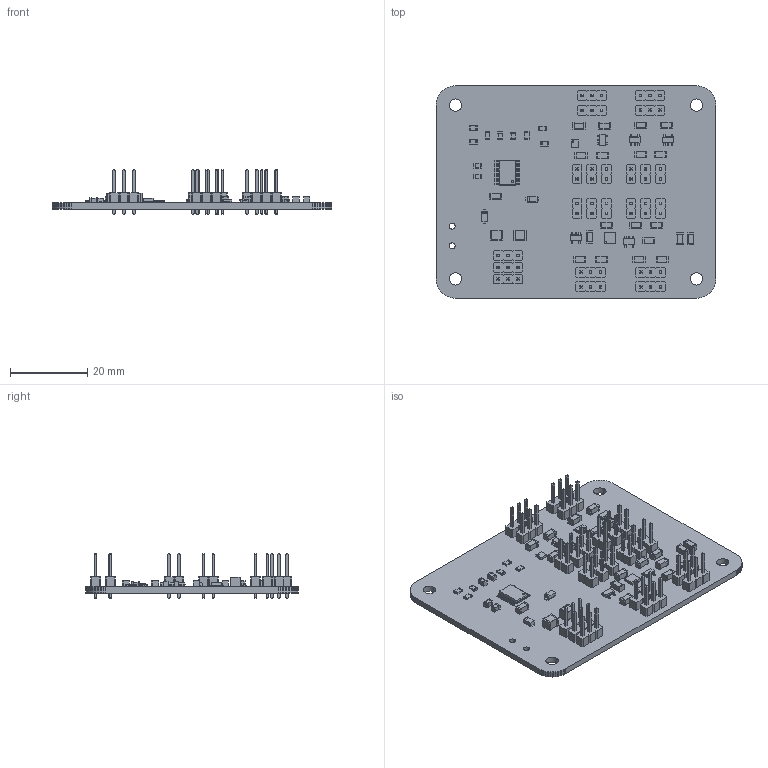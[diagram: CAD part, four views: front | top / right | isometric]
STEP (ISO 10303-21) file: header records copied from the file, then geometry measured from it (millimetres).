
FILE_DESCRIPTION(('KiCad electronic assembly'),'2;1');
FILE_NAME('B_PSU_0x00.step','2023-03-03T10:00:28',('Pcbnew'),('Kicad'), 'Open CASCADE STEP processor 7.5','KiCad to STEP converter','Unknown' );
FILE_SCHEMA(('AUTOMOTIVE_DESIGN { 1 0 10303 214 1 1 1 1 }'));
Length unit declared in the file: millimetre
Products named in the file (24): B_PSU_0x00 1; D_SOD-123F; SOLID; R_0805_2012Metric; ETSSOP-20-1EP_4.4x6.5mm_P0.65mm_EP3x4.2mm; C_0805_2012Metric; C_1206_3216Metric; C_1210_3225Metric; TSOT-23-5; PinHeader_1x03_P2.54mm_Vertical; LFCSP-8-1EP_3x3mm_P0.5mm_EP1.45x1.74mm; COMPOUND; DFN-6-1EP_2x2mm_P0.65mm_EP1x1.6mm; PinHeader_1x02_P2.54mm_Vertical; PCB
Assembly tree (77 placements, depth 3):
  B_PSU_0x00 1
    D_SOD-123F  x2
      SOLID
    R_0805_2012Metric  x6
      SOLID
    ETSSOP-20-1EP_4.4x6.5mm_P0.65mm_EP3x4.2mm
      SOLID
    C_0805_2012Metric  x4
      SOLID
    C_1206_3216Metric  x20
      SOLID
    C_1210_3225Metric  x2
      SOLID
    TSOT-23-5  x5
      SOLID
    PinHeader_1x03_P2.54mm_Vertical  x11
      SOLID
    LFCSP-8-1EP_3x3mm_P0.5mm_EP1.45x1.74mm
      COMPOUND
    DFN-6-1EP_2x2mm_P0.65mm_EP1x1.6mm
      SOLID
    PinHeader_1x02_P2.54mm_Vertical  x12
      SOLID
    PCB
Bounding box: 72.52 x 55 x 11.54 mm (x, y, z)
Volume: 7614.7 mm3; surface area: 12541 mm2
Topology: 76 solids, 76 shells, 3577 faces, 8928 edges, 5676 vertices
Faces by surface type: plane 2740, cylinder 628, bspline 209
Full cylindrical faces by diameter (mm): 0.25 x1, 0.4 x1, 0.5 x1, 1 x57, 1.52 x2, 3.2 x4
Entity records: 71819 total; most frequent: CARTESIAN_POINT 13132, DIRECTION 9794, LINE 6687, VECTOR 6687, ORIENTED_EDGE 5244, PCURVE 5244, DEFINITIONAL_REPRESENTATION 5244, EDGE_CURVE 2622
